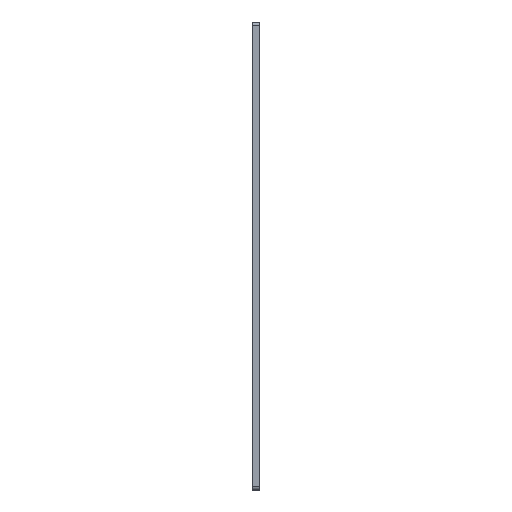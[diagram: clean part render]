
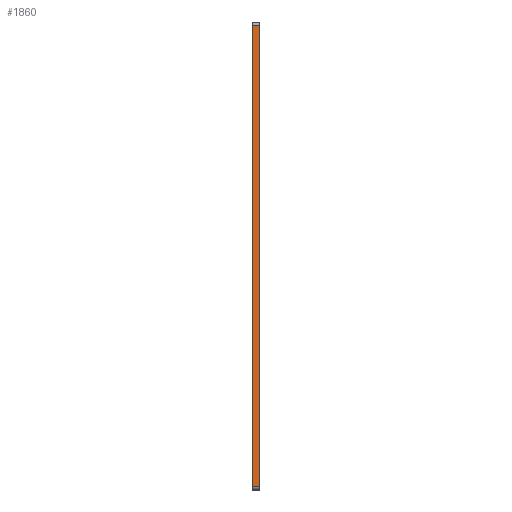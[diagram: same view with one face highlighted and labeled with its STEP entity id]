
A CAD part, left-side view. The second image highlights one B-rep face of the part: STEP entity #1860.
In plain terms, the highlighted planar face has unit normal (-1, 0, 0).
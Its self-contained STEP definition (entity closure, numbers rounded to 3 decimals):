
#138=PLANE('',#2138);
#208=FACE_OUTER_BOUND('',#338,.T.);
#338=EDGE_LOOP('',(#1653,#1654,#1655,#1656));
#468=LINE('',#3241,#544);
#473=LINE('',#3256,#549);
#474=LINE('',#3260,#550);
#475=LINE('',#3262,#551);
#544=VECTOR('',#2704,10.);
#549=VECTOR('',#2721,10.);
#550=VECTOR('',#2726,10.);
#551=VECTOR('',#2729,10.);
#930=VERTEX_POINT('',#3238);
#931=VERTEX_POINT('',#3240);
#935=VERTEX_POINT('',#3254);
#936=VERTEX_POINT('',#3258);
#1188=EDGE_CURVE('',#931,#930,#468,.T.);
#1196=EDGE_CURVE('',#935,#930,#473,.T.);
#1198=EDGE_CURVE('',#931,#936,#474,.T.);
#1199=EDGE_CURVE('',#935,#936,#475,.T.);
#1653=ORIENTED_EDGE('',*,*,#1196,.F.);
#1654=ORIENTED_EDGE('',*,*,#1199,.T.);
#1655=ORIENTED_EDGE('',*,*,#1198,.F.);
#1656=ORIENTED_EDGE('',*,*,#1188,.T.);
#1860=ADVANCED_FACE('',(#208),#138,.T.);
#2138=AXIS2_PLACEMENT_3D('',#3261,#2727,#2728);
#2704=DIRECTION('',(0.,0.,1.));
#2721=DIRECTION('',(0.,-1.,0.));
#2726=DIRECTION('',(0.,1.,0.));
#2727=DIRECTION('center_axis',(-1.,0.,0.));
#2728=DIRECTION('ref_axis',(0.,0.,1.));
#2729=DIRECTION('',(0.,0.,-1.));
#3238=CARTESIAN_POINT('',(-457.052,-136.443,44.299));
#3240=CARTESIAN_POINT('',(-457.052,-136.443,-256.701));
#3241=CARTESIAN_POINT('',(-457.052,-136.443,-258.701));
#3254=CARTESIAN_POINT('',(-457.052,-131.443,44.299));
#3256=CARTESIAN_POINT('',(-457.052,-136.443,44.299));
#3258=CARTESIAN_POINT('',(-457.052,-131.443,-256.701));
#3260=CARTESIAN_POINT('',(-457.052,-136.443,-256.701));
#3261=CARTESIAN_POINT('Origin',(-457.052,-136.443,46.299));
#3262=CARTESIAN_POINT('',(-457.052,-131.443,-258.701));
